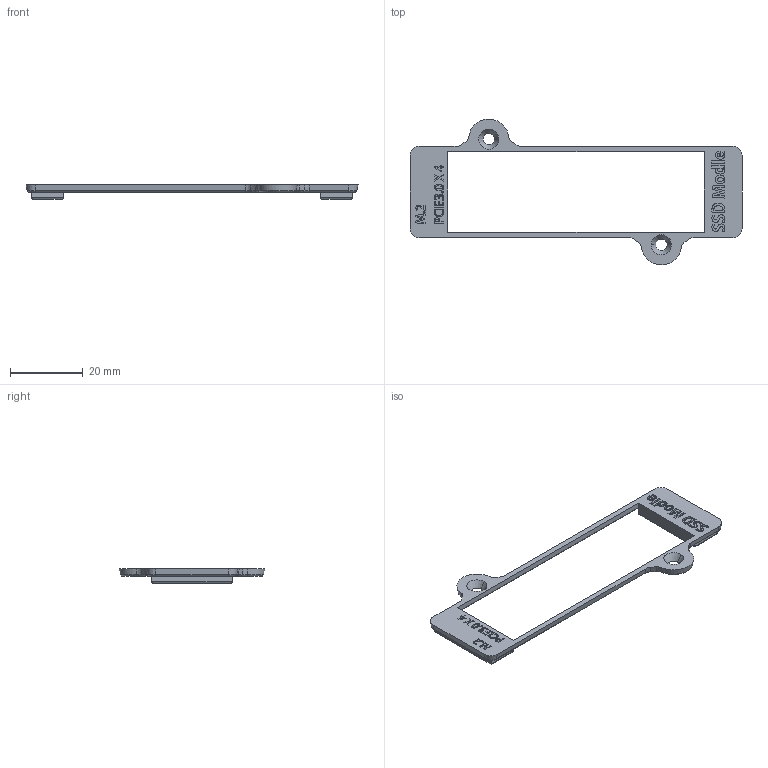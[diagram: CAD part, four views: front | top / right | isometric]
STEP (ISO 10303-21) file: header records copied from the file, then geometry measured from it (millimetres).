
FILE_DESCRIPTION (( 'STEP AP203' ), '1' );
FILE_NAME ('M.2裔啣.STEP', '2022-10-04T06:10:04', ( '' ), ( '' ), 'SwSTEP 2.0', 'SolidWorks 2021', '' );
FILE_SCHEMA (( 'CONFIG_CONTROL_DESIGN' ));
Length unit declared in the file: millimetre
Products named in the file (1): M.2裔啣
Bounding box: 91 x 39.96 x 4 mm (x, y, z)
Volume: 2328.1 mm3; surface area: 2796.9 mm2
Topology: 1 solids, 1 shells, 357 faces, 952 edges, 624 vertices
Faces by surface type: plane 176, bspline 129, cylinder 20, cone 18, torus 14
Entity records: 16927 total; most frequent: CARTESIAN_POINT 8791, ORIENTED_EDGE 1904, DIRECTION 1222, EDGE_CURVE 952, VERTEX_POINT 624, LINE 608, VECTOR 608, EDGE_LOOP 390
